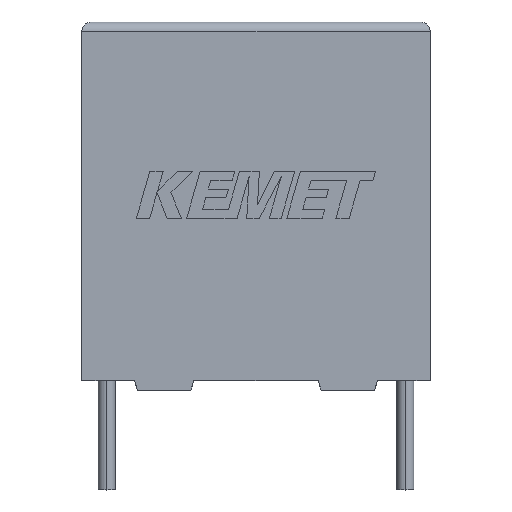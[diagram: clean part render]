
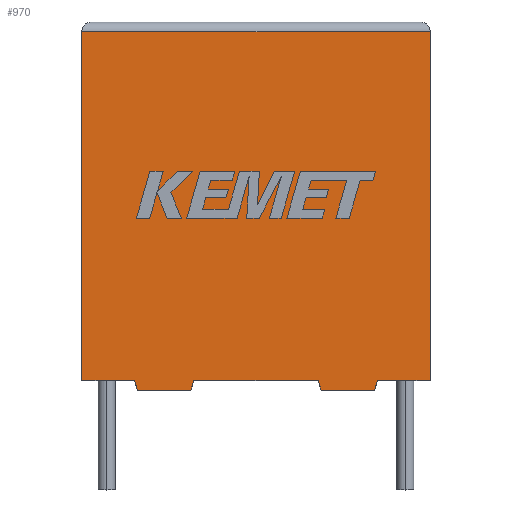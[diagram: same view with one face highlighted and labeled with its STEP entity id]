
A CAD part, top view. The second image highlights one B-rep face of the part: STEP entity #970.
In plain terms, the highlighted planar face has unit normal (0, 0, 1).
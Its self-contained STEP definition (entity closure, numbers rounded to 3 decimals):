
#16 = DIRECTION ( 'NONE',  ( -1., 0., 0. ) ) ;
#87 = DIRECTION ( 'NONE',  ( 0.287, -0.958, 0. ) ) ;
#104 = ORIENTED_EDGE ( 'NONE', *, *, #469, .T. ) ;
#107 = VECTOR ( 'NONE', #87, 1000. ) ;
#161 = LINE ( 'NONE', #1155, #2208 ) ;
#168 = VERTEX_POINT ( 'NONE', #980 ) ;
#170 = CARTESIAN_POINT ( 'NONE',  ( 0., 17.5, 10.5 ) ) ;
#203 = CARTESIAN_POINT ( 'NONE',  ( 14.7, -0.5, 10.5 ) ) ;
#247 = DIRECTION ( 'NONE',  ( 1., 0., 0. ) ) ;
#322 = LINE ( 'NONE', #2775, #2799 ) ;
#342 = CARTESIAN_POINT ( 'NONE',  ( 5.478, -0.5, 10.5 ) ) ;
#396 = CARTESIAN_POINT ( 'NONE',  ( 0., 0., 10.5 ) ) ;
#469 = EDGE_CURVE ( 'NONE', #1846, #1342, #2392, .T. ) ;
#499 = LINE ( 'NONE', #2521, #2853 ) ;
#510 = VERTEX_POINT ( 'NONE', #1640 ) ;
#542 = CARTESIAN_POINT ( 'NONE',  ( 12.023, -0.5, 10.5 ) ) ;
#585 = EDGE_CURVE ( 'NONE', #168, #2221, #3210, .T. ) ;
#587 = LINE ( 'NONE', #2330, #2283 ) ;
#590 = DIRECTION ( 'NONE',  ( 1., 0., 0. ) ) ;
#600 = LINE ( 'NONE', #2881, #2540 ) ;
#687 = DIRECTION ( 'NONE',  ( 1., 0., 0. ) ) ;
#722 = EDGE_CURVE ( 'NONE', #2146, #3097, #161, .T. ) ;
#723 = ORIENTED_EDGE ( 'NONE', *, *, #3032, .T. ) ;
#735 = ORIENTED_EDGE ( 'NONE', *, *, #722, .F. ) ;
#771 = LINE ( 'NONE', #1054, #1735 ) ;
#772 = CARTESIAN_POINT ( 'NONE',  ( 0., 0., 10.5 ) ) ;
#789 = PLANE ( 'NONE',  #2693 ) ;
#834 = CARTESIAN_POINT ( 'NONE',  ( 5.628, 0., 10.5 ) ) ;
#853 = LINE ( 'NONE', #2614, #2348 ) ;
#901 = CARTESIAN_POINT ( 'NONE',  ( 17.5, 17.5, 10.5 ) ) ;
#911 = EDGE_CURVE ( 'NONE', #2455, #3097, #322, .T. ) ;
#970 = ADVANCED_FACE ( 'NONE', ( #1282 ), #789, .F. ) ;
#980 = CARTESIAN_POINT ( 'NONE',  ( 17.5, 0., 10.5 ) ) ;
#1012 = ORIENTED_EDGE ( 'NONE', *, *, #585, .T. ) ;
#1050 = DIRECTION ( 'NONE',  ( 0., -1., 0. ) ) ;
#1054 = CARTESIAN_POINT ( 'NONE',  ( 0., 0., 10.5 ) ) ;
#1059 = ORIENTED_EDGE ( 'NONE', *, *, #1412, .F. ) ;
#1065 = VECTOR ( 'NONE', #2933, 1000. ) ;
#1075 = VERTEX_POINT ( 'NONE', #342 ) ;
#1119 = EDGE_CURVE ( 'NONE', #1075, #2455, #853, .T. ) ;
#1155 = CARTESIAN_POINT ( 'NONE',  ( 12.023, -0.5, 10.5 ) ) ;
#1211 = ORIENTED_EDGE ( 'NONE', *, *, #1119, .T. ) ;
#1282 = FACE_OUTER_BOUND ( 'NONE', #1806, .T. ) ;
#1321 = CARTESIAN_POINT ( 'NONE',  ( 0., 17.5, 10.5 ) ) ;
#1342 = VERTEX_POINT ( 'NONE', #2167 ) ;
#1386 = VECTOR ( 'NONE', #1425, 1000. ) ;
#1401 = DIRECTION ( 'NONE',  ( -0.287, 0.958, 0. ) ) ;
#1412 = EDGE_CURVE ( 'NONE', #3074, #2146, #499, .T. ) ;
#1425 = DIRECTION ( 'NONE',  ( -1., 0., 0. ) ) ;
#1448 = CARTESIAN_POINT ( 'NONE',  ( 11.873, 0., 10.5 ) ) ;
#1467 = ORIENTED_EDGE ( 'NONE', *, *, #1988, .T. ) ;
#1538 = CARTESIAN_POINT ( 'NONE',  ( 2.8, -0.5, 10.5 ) ) ;
#1580 = VERTEX_POINT ( 'NONE', #1321 ) ;
#1618 = CARTESIAN_POINT ( 'NONE',  ( 0., 0., 10.5 ) ) ;
#1625 = DIRECTION ( 'NONE',  ( -0.287, -0.958, 0. ) ) ;
#1640 = CARTESIAN_POINT ( 'NONE',  ( 14.85, 0., 10.5 ) ) ;
#1735 = VECTOR ( 'NONE', #247, 1000. ) ;
#1806 = EDGE_LOOP ( 'NONE', ( #1012, #3220, #2892, #104, #723, #1467, #1211, #2758, #735, #1059, #2350, #1960 ) ) ;
#1846 = VERTEX_POINT ( 'NONE', #1618 ) ;
#1889 = EDGE_CURVE ( 'NONE', #2221, #1580, #2412, .T. ) ;
#1958 = LINE ( 'NONE', #2474, #2648 ) ;
#1960 = ORIENTED_EDGE ( 'NONE', *, *, #3198, .T. ) ;
#1988 = EDGE_CURVE ( 'NONE', #2943, #1075, #1958, .T. ) ;
#2141 = EDGE_CURVE ( 'NONE', #1580, #1846, #587, .T. ) ;
#2146 = VERTEX_POINT ( 'NONE', #542 ) ;
#2167 = CARTESIAN_POINT ( 'NONE',  ( 2.65, 0., 10.5 ) ) ;
#2173 = DIRECTION ( 'NONE',  ( 0.287, 0.958, 0. ) ) ;
#2208 = VECTOR ( 'NONE', #1401, 1000. ) ;
#2221 = VERTEX_POINT ( 'NONE', #901 ) ;
#2228 = CARTESIAN_POINT ( 'NONE',  ( 17.5, 0., 10.5 ) ) ;
#2283 = VECTOR ( 'NONE', #1050, 1000. ) ;
#2330 = CARTESIAN_POINT ( 'NONE',  ( 0., 0., 10.5 ) ) ;
#2339 = CARTESIAN_POINT ( 'NONE',  ( 2.65, 0., 10.5 ) ) ;
#2348 = VECTOR ( 'NONE', #2173, 1000. ) ;
#2350 = ORIENTED_EDGE ( 'NONE', *, *, #2524, .F. ) ;
#2392 = LINE ( 'NONE', #396, #1065 ) ;
#2412 = LINE ( 'NONE', #170, #1386 ) ;
#2455 = VERTEX_POINT ( 'NONE', #834 ) ;
#2474 = CARTESIAN_POINT ( 'NONE',  ( 2.8, -0.5, 10.5 ) ) ;
#2521 = CARTESIAN_POINT ( 'NONE',  ( 14.7, -0.5, 10.5 ) ) ;
#2524 = EDGE_CURVE ( 'NONE', #510, #3074, #600, .T. ) ;
#2540 = VECTOR ( 'NONE', #1625, 1000. ) ;
#2614 = CARTESIAN_POINT ( 'NONE',  ( 5.478, -0.5, 10.5 ) ) ;
#2634 = LINE ( 'NONE', #2339, #107 ) ;
#2648 = VECTOR ( 'NONE', #687, 1000. ) ;
#2693 = AXIS2_PLACEMENT_3D ( 'NONE', #772, #3084, #16 ) ;
#2758 = ORIENTED_EDGE ( 'NONE', *, *, #911, .T. ) ;
#2775 = CARTESIAN_POINT ( 'NONE',  ( 0., 0., 10.5 ) ) ;
#2777 = VECTOR ( 'NONE', #2969, 1000. ) ;
#2799 = VECTOR ( 'NONE', #590, 1000. ) ;
#2853 = VECTOR ( 'NONE', #2970, 1000. ) ;
#2881 = CARTESIAN_POINT ( 'NONE',  ( 14.85, 0., 10.5 ) ) ;
#2892 = ORIENTED_EDGE ( 'NONE', *, *, #2141, .T. ) ;
#2933 = DIRECTION ( 'NONE',  ( 1., 0., 0. ) ) ;
#2943 = VERTEX_POINT ( 'NONE', #1538 ) ;
#2969 = DIRECTION ( 'NONE',  ( 0., 1., 0. ) ) ;
#2970 = DIRECTION ( 'NONE',  ( -1., 0., 0. ) ) ;
#3032 = EDGE_CURVE ( 'NONE', #1342, #2943, #2634, .T. ) ;
#3074 = VERTEX_POINT ( 'NONE', #203 ) ;
#3084 = DIRECTION ( 'NONE',  ( 0., 0., -1. ) ) ;
#3097 = VERTEX_POINT ( 'NONE', #1448 ) ;
#3198 = EDGE_CURVE ( 'NONE', #510, #168, #771, .T. ) ;
#3210 = LINE ( 'NONE', #2228, #2777 ) ;
#3220 = ORIENTED_EDGE ( 'NONE', *, *, #1889, .T. ) ;
